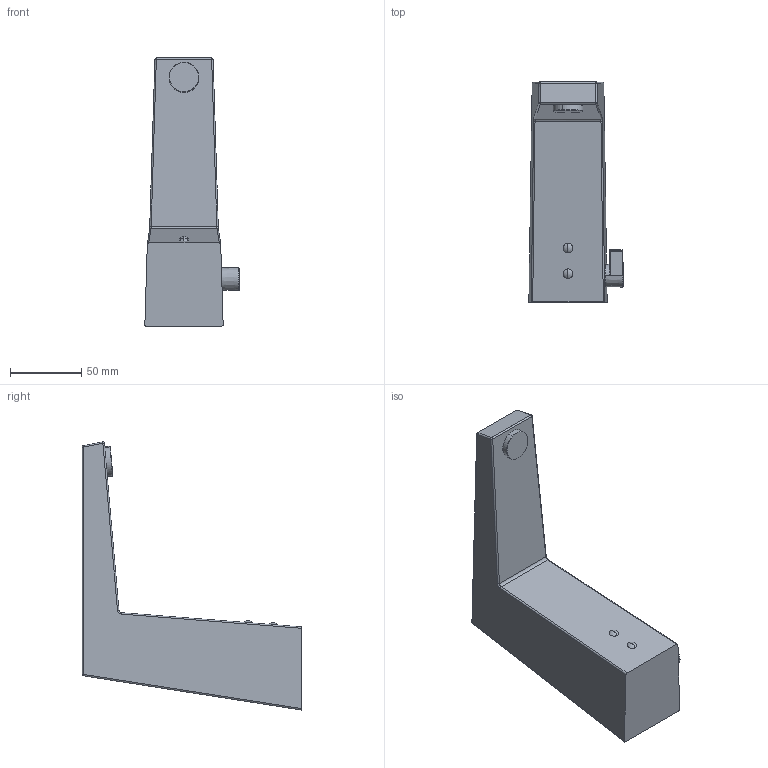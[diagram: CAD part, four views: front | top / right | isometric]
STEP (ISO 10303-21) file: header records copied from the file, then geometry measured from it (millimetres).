
FILE_DESCRIPTION (( 'STEP AP203' ), '1' );
FILE_NAME ('57482201+57492211.STEP', '2018-02-16T06:56:01', ( '' ), ( '' ), 'SwSTEP 2.0', 'SolidWorks 2016', '' );
FILE_SCHEMA (( 'CONFIG_CONTROL_DESIGN' ));
Length unit declared in the file: millimetre
Products named in the file (1): 57482201+57492211
Bounding box: 66.16 x 154.2 x 188.17 mm (x, y, z)
Volume: 525626.1 mm3; surface area: 52693.6 mm2
Topology: 1 solids, 1 shells, 73 faces, 156 edges, 87 vertices
Faces by surface type: cylinder 21, sphere 18, plane 13, bspline 12, torus 7, cone 2
Entity records: 2902 total; most frequent: CARTESIAN_POINT 1321, DIRECTION 330, ORIENTED_EDGE 308, EDGE_CURVE 154, AXIS2_PLACEMENT_3D 142, VERTEX_POINT 87, CIRCLE 80, EDGE_LOOP 77
